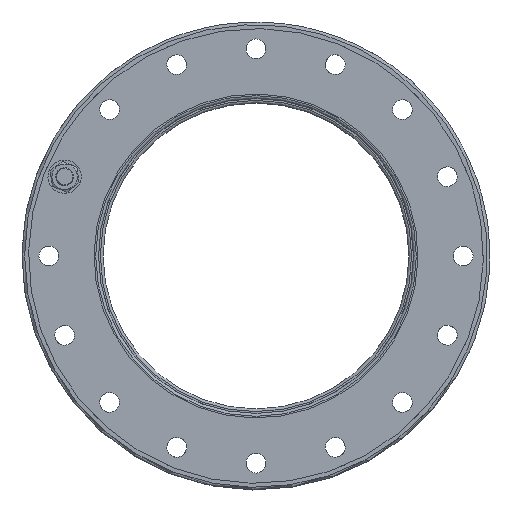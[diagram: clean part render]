
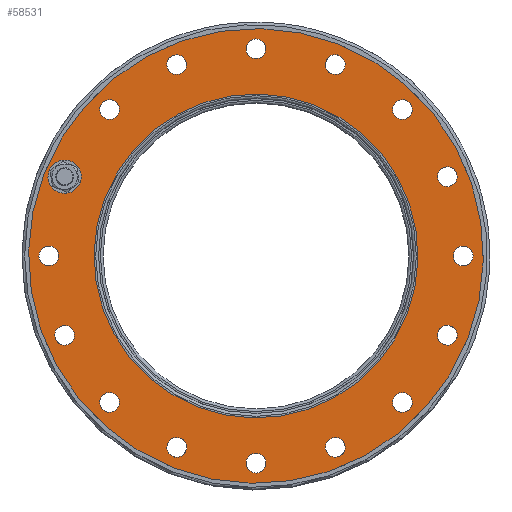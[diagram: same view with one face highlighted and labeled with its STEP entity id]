
A CAD part, left-side view. The second image highlights one B-rep face of the part: STEP entity #58531.
In plain terms, the highlighted planar face has unit normal (-1, 0, 0).
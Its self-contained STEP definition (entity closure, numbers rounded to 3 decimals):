
#3189=FACE_BOUND('',#21234,.T.);
#3190=FACE_BOUND('',#21235,.T.);
#3191=FACE_BOUND('',#21236,.T.);
#3192=FACE_BOUND('',#21237,.T.);
#3193=FACE_BOUND('',#21238,.T.);
#3194=FACE_BOUND('',#21239,.T.);
#3195=FACE_BOUND('',#21240,.T.);
#3196=FACE_BOUND('',#21241,.T.);
#3197=FACE_BOUND('',#21242,.T.);
#3198=FACE_BOUND('',#21243,.T.);
#3199=FACE_BOUND('',#21244,.T.);
#3200=FACE_BOUND('',#21245,.T.);
#3201=FACE_BOUND('',#21246,.T.);
#3202=FACE_BOUND('',#21247,.T.);
#3203=FACE_BOUND('',#21248,.T.);
#3204=FACE_BOUND('',#21249,.T.);
#3205=FACE_BOUND('',#21250,.T.);
#5904=PLANE('',#61905);
#17728=FACE_OUTER_BOUND('',#21233,.T.);
#21233=EDGE_LOOP('',(#55179));
#21234=EDGE_LOOP('',(#55180));
#21235=EDGE_LOOP('',(#55181));
#21236=EDGE_LOOP('',(#55182));
#21237=EDGE_LOOP('',(#55183));
#21238=EDGE_LOOP('',(#55184));
#21239=EDGE_LOOP('',(#55185));
#21240=EDGE_LOOP('',(#55186));
#21241=EDGE_LOOP('',(#55187));
#21242=EDGE_LOOP('',(#55188));
#21243=EDGE_LOOP('',(#55189));
#21244=EDGE_LOOP('',(#55190));
#21245=EDGE_LOOP('',(#55191));
#21246=EDGE_LOOP('',(#55192));
#21247=EDGE_LOOP('',(#55193));
#21248=EDGE_LOOP('',(#55194));
#21249=EDGE_LOOP('',(#55195));
#21250=EDGE_LOOP('',(#55196));
#22496=CIRCLE('',#61854,11.);
#22498=CIRCLE('',#61857,11.);
#22500=CIRCLE('',#61860,11.);
#22502=CIRCLE('',#61863,11.);
#22504=CIRCLE('',#61866,11.);
#22506=CIRCLE('',#61869,11.);
#22508=CIRCLE('',#61872,11.);
#22510=CIRCLE('',#61875,11.);
#22512=CIRCLE('',#61878,11.);
#22514=CIRCLE('',#61881,11.);
#22516=CIRCLE('',#61884,11.);
#22518=CIRCLE('',#61887,11.);
#22520=CIRCLE('',#61890,11.);
#22522=CIRCLE('',#61893,11.);
#22524=CIRCLE('',#61896,11.);
#22526=CIRCLE('',#61899,11.);
#22529=CIRCLE('',#61904,179.85);
#22530=CIRCLE('',#61906,252.5);
#30481=VERTEX_POINT('',#136589);
#30483=VERTEX_POINT('',#136594);
#30485=VERTEX_POINT('',#136599);
#30487=VERTEX_POINT('',#136604);
#30489=VERTEX_POINT('',#136609);
#30491=VERTEX_POINT('',#136614);
#30493=VERTEX_POINT('',#136619);
#30495=VERTEX_POINT('',#136624);
#30497=VERTEX_POINT('',#136629);
#30499=VERTEX_POINT('',#136634);
#30501=VERTEX_POINT('',#136639);
#30503=VERTEX_POINT('',#136644);
#30505=VERTEX_POINT('',#136649);
#30507=VERTEX_POINT('',#136654);
#30509=VERTEX_POINT('',#136659);
#30511=VERTEX_POINT('',#136664);
#30514=VERTEX_POINT('',#136672);
#30515=VERTEX_POINT('',#136675);
#38710=EDGE_CURVE('',#30481,#30481,#22496,.T.);
#38712=EDGE_CURVE('',#30483,#30483,#22498,.T.);
#38714=EDGE_CURVE('',#30485,#30485,#22500,.T.);
#38716=EDGE_CURVE('',#30487,#30487,#22502,.T.);
#38718=EDGE_CURVE('',#30489,#30489,#22504,.T.);
#38720=EDGE_CURVE('',#30491,#30491,#22506,.T.);
#38722=EDGE_CURVE('',#30493,#30493,#22508,.T.);
#38724=EDGE_CURVE('',#30495,#30495,#22510,.T.);
#38726=EDGE_CURVE('',#30497,#30497,#22512,.T.);
#38728=EDGE_CURVE('',#30499,#30499,#22514,.T.);
#38730=EDGE_CURVE('',#30501,#30501,#22516,.T.);
#38732=EDGE_CURVE('',#30503,#30503,#22518,.T.);
#38734=EDGE_CURVE('',#30505,#30505,#22520,.T.);
#38736=EDGE_CURVE('',#30507,#30507,#22522,.T.);
#38738=EDGE_CURVE('',#30509,#30509,#22524,.T.);
#38740=EDGE_CURVE('',#30511,#30511,#22526,.T.);
#38743=EDGE_CURVE('',#30514,#30514,#22529,.T.);
#38744=EDGE_CURVE('',#30515,#30515,#22530,.T.);
#55179=ORIENTED_EDGE('',*,*,#38744,.F.);
#55180=ORIENTED_EDGE('',*,*,#38710,.T.);
#55181=ORIENTED_EDGE('',*,*,#38712,.T.);
#55182=ORIENTED_EDGE('',*,*,#38714,.T.);
#55183=ORIENTED_EDGE('',*,*,#38716,.T.);
#55184=ORIENTED_EDGE('',*,*,#38718,.T.);
#55185=ORIENTED_EDGE('',*,*,#38720,.T.);
#55186=ORIENTED_EDGE('',*,*,#38722,.T.);
#55187=ORIENTED_EDGE('',*,*,#38724,.T.);
#55188=ORIENTED_EDGE('',*,*,#38726,.T.);
#55189=ORIENTED_EDGE('',*,*,#38728,.T.);
#55190=ORIENTED_EDGE('',*,*,#38730,.T.);
#55191=ORIENTED_EDGE('',*,*,#38732,.T.);
#55192=ORIENTED_EDGE('',*,*,#38734,.T.);
#55193=ORIENTED_EDGE('',*,*,#38736,.T.);
#55194=ORIENTED_EDGE('',*,*,#38738,.T.);
#55195=ORIENTED_EDGE('',*,*,#38740,.T.);
#55196=ORIENTED_EDGE('',*,*,#38743,.T.);
#58531=ADVANCED_FACE('',(#17728,#3189,#3190,#3191,#3192,#3193,#3194,#3195,
#3196,#3197,#3198,#3199,#3200,#3201,#3202,#3203,#3204,#3205),#5904,.T.);
#61854=AXIS2_PLACEMENT_3D('',#136590,#72466,#72467);
#61857=AXIS2_PLACEMENT_3D('',#136595,#72472,#72473);
#61860=AXIS2_PLACEMENT_3D('',#136600,#72478,#72479);
#61863=AXIS2_PLACEMENT_3D('',#136605,#72484,#72485);
#61866=AXIS2_PLACEMENT_3D('',#136610,#72490,#72491);
#61869=AXIS2_PLACEMENT_3D('',#136615,#72496,#72497);
#61872=AXIS2_PLACEMENT_3D('',#136620,#72502,#72503);
#61875=AXIS2_PLACEMENT_3D('',#136625,#72508,#72509);
#61878=AXIS2_PLACEMENT_3D('',#136630,#72514,#72515);
#61881=AXIS2_PLACEMENT_3D('',#136635,#72520,#72521);
#61884=AXIS2_PLACEMENT_3D('',#136640,#72526,#72527);
#61887=AXIS2_PLACEMENT_3D('',#136645,#72532,#72533);
#61890=AXIS2_PLACEMENT_3D('',#136650,#72538,#72539);
#61893=AXIS2_PLACEMENT_3D('',#136655,#72544,#72545);
#61896=AXIS2_PLACEMENT_3D('',#136660,#72550,#72551);
#61899=AXIS2_PLACEMENT_3D('',#136665,#72556,#72557);
#61904=AXIS2_PLACEMENT_3D('',#136673,#72566,#72567);
#61905=AXIS2_PLACEMENT_3D('',#136674,#72568,#72569);
#61906=AXIS2_PLACEMENT_3D('',#136676,#72570,#72571);
#72466=DIRECTION('center_axis',(1.,0.,0.));
#72467=DIRECTION('ref_axis',(0.,-0.707,-0.707));
#72472=DIRECTION('center_axis',(1.,0.,0.));
#72473=DIRECTION('ref_axis',(0.,-0.924,-0.383));
#72478=DIRECTION('center_axis',(1.,0.,0.));
#72479=DIRECTION('ref_axis',(0.,-1.,0.));
#72484=DIRECTION('center_axis',(1.,0.,0.));
#72485=DIRECTION('ref_axis',(0.,-0.924,0.383));
#72490=DIRECTION('center_axis',(1.,0.,0.));
#72491=DIRECTION('ref_axis',(0.,-0.707,0.707));
#72496=DIRECTION('center_axis',(1.,0.,0.));
#72497=DIRECTION('ref_axis',(0.,-0.383,0.924));
#72502=DIRECTION('center_axis',(1.,0.,0.));
#72503=DIRECTION('ref_axis',(0.,0.,1.));
#72508=DIRECTION('center_axis',(1.,0.,0.));
#72509=DIRECTION('ref_axis',(0.,0.383,0.924));
#72514=DIRECTION('center_axis',(1.,0.,0.));
#72515=DIRECTION('ref_axis',(0.,0.707,0.707));
#72520=DIRECTION('center_axis',(1.,0.,0.));
#72521=DIRECTION('ref_axis',(0.,0.924,0.383));
#72526=DIRECTION('center_axis',(1.,0.,0.));
#72527=DIRECTION('ref_axis',(0.,1.,0.));
#72532=DIRECTION('center_axis',(1.,0.,0.));
#72533=DIRECTION('ref_axis',(0.,0.924,-0.383));
#72538=DIRECTION('center_axis',(1.,0.,0.));
#72539=DIRECTION('ref_axis',(0.,0.707,-0.707));
#72544=DIRECTION('center_axis',(1.,0.,0.));
#72545=DIRECTION('ref_axis',(0.,0.383,-0.924));
#72550=DIRECTION('center_axis',(1.,0.,0.));
#72551=DIRECTION('ref_axis',(0.,-0.383,-0.924));
#72556=DIRECTION('center_axis',(1.,0.,0.));
#72557=DIRECTION('ref_axis',(0.,0.,-1.));
#72566=DIRECTION('center_axis',(1.,0.,0.));
#72567=DIRECTION('ref_axis',(0.,1.,0.));
#72568=DIRECTION('center_axis',(-1.,0.,0.));
#72569=DIRECTION('ref_axis',(0.,0.,1.));
#72570=DIRECTION('center_axis',(1.,0.,0.));
#72571=DIRECTION('ref_axis',(0.,1.,0.));
#136589=CARTESIAN_POINT('',(0.,199.016,-120.003));
#136590=CARTESIAN_POINT('Origin',(0.,191.238,
-127.781));
#136594=CARTESIAN_POINT('',(0.,137.944,-187.028));
#136595=CARTESIAN_POINT('Origin',(0.,127.781,
-191.238));
#136599=CARTESIAN_POINT('',(0.,55.871,-225.581));
#136600=CARTESIAN_POINT('Origin',(0.,44.871,
-225.581));
#136604=CARTESIAN_POINT('',(0.,-34.708,-229.79));
#136605=CARTESIAN_POINT('Origin',(0.,-44.871,
-225.581));
#136609=CARTESIAN_POINT('',(0.,-120.003,-199.016));
#136610=CARTESIAN_POINT('Origin',(0.,-127.781,
-191.238));
#136614=CARTESIAN_POINT('',(0.,-187.028,-137.944));
#136615=CARTESIAN_POINT('Origin',(0.,-191.238,
-127.781));
#136619=CARTESIAN_POINT('',(0.,-225.581,-55.871));
#136620=CARTESIAN_POINT('Origin',(0.,-225.581,
-44.871));
#136624=CARTESIAN_POINT('',(0.,-229.79,34.708));
#136625=CARTESIAN_POINT('Origin',(0.,-225.581,
44.871));
#136629=CARTESIAN_POINT('',(0.,-199.016,120.003));
#136630=CARTESIAN_POINT('Origin',(0.,-191.238,
127.781));
#136634=CARTESIAN_POINT('',(0.,-137.944,187.028));
#136635=CARTESIAN_POINT('Origin',(0.,-127.781,
191.238));
#136639=CARTESIAN_POINT('',(0.,-55.871,225.581));
#136640=CARTESIAN_POINT('Origin',(0.,-44.871,
225.581));
#136644=CARTESIAN_POINT('',(0.,34.708,229.79));
#136645=CARTESIAN_POINT('Origin',(0.,44.871,
225.581));
#136649=CARTESIAN_POINT('',(0.,120.003,199.016));
#136650=CARTESIAN_POINT('Origin',(0.,127.781,
191.238));
#136654=CARTESIAN_POINT('',(0.,187.028,137.944));
#136655=CARTESIAN_POINT('Origin',(0.,191.238,
127.781));
#136659=CARTESIAN_POINT('',(0.,229.79,-34.708));
#136660=CARTESIAN_POINT('Origin',(0.,225.581,
-44.871));
#136664=CARTESIAN_POINT('',(0.,225.581,55.871));
#136665=CARTESIAN_POINT('Origin',(0.,225.581,
44.871));
#136672=CARTESIAN_POINT('',(0.,179.85,0.));
#136673=CARTESIAN_POINT('Origin',(0.,0.,0.));
#136674=CARTESIAN_POINT('Origin',(0.,216.175,0.));
#136675=CARTESIAN_POINT('',(0.,252.5,0.));
#136676=CARTESIAN_POINT('Origin',(0.,0.,0.));
